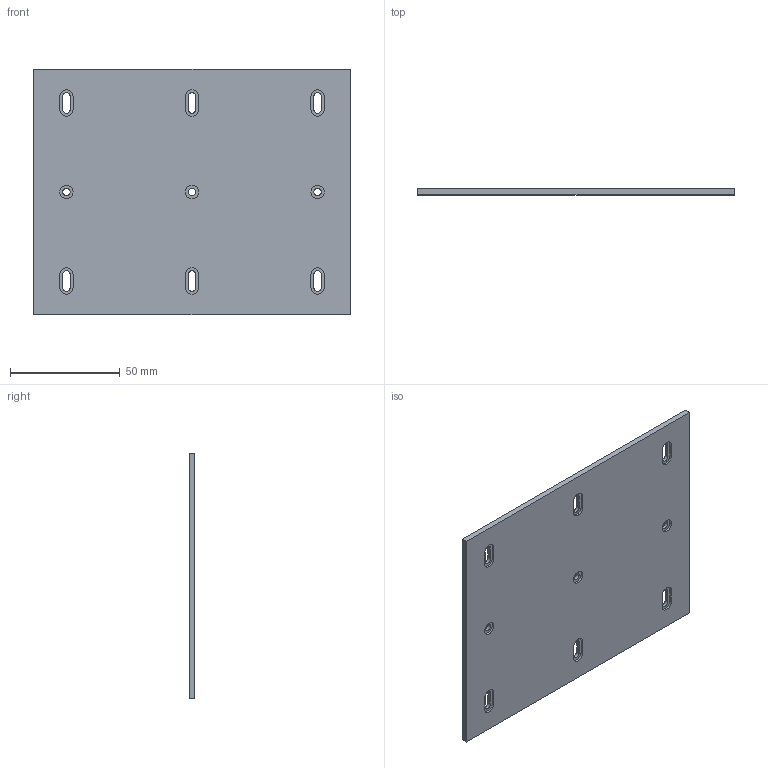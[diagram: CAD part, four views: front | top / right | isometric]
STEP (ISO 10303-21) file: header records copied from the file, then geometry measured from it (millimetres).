
FILE_DESCRIPTION(/* description */ (''),/* implementation_level */ '2;1');
FILE_NAME(/* name */ 'BottomPlate.step',/* time_stamp */ '2023-05-04T14:50:22+01:00',/* author */ (''),/* organization */ (''),/* preprocessor_version */ 'ST-DEVELOPER v19.2',/* originating_system */ 'Autodesk Translation Framework v12.4.0.73',/* authorisation */ '');
FILE_SCHEMA (('AUTOMOTIVE_DESIGN { 1 0 10303 214 3 1 1 }','TECHNICAL_DATA_PACKAGING'));
Length unit declared in the file: millimetre
Products named in the file (1): Rover
Bounding box: 143.92 x 2.65 x 111.7 mm (x, y, z)
Volume: 41793.4 mm3; surface area: 33617 mm2
Topology: 1 solids, 1 shells, 69 faces, 174 edges, 116 vertices
Faces by surface type: plane 39, cylinder 30
Full cylindrical faces by diameter (mm): 3.4 x3, 6 x3
Entity records: 2181 total; most frequent: DIRECTION 374, CARTESIAN_POINT 360, ORIENTED_EDGE 348, EDGE_CURVE 174, AXIS2_PLACEMENT_3D 130, VERTEX_POINT 116, LINE 114, VECTOR 114
